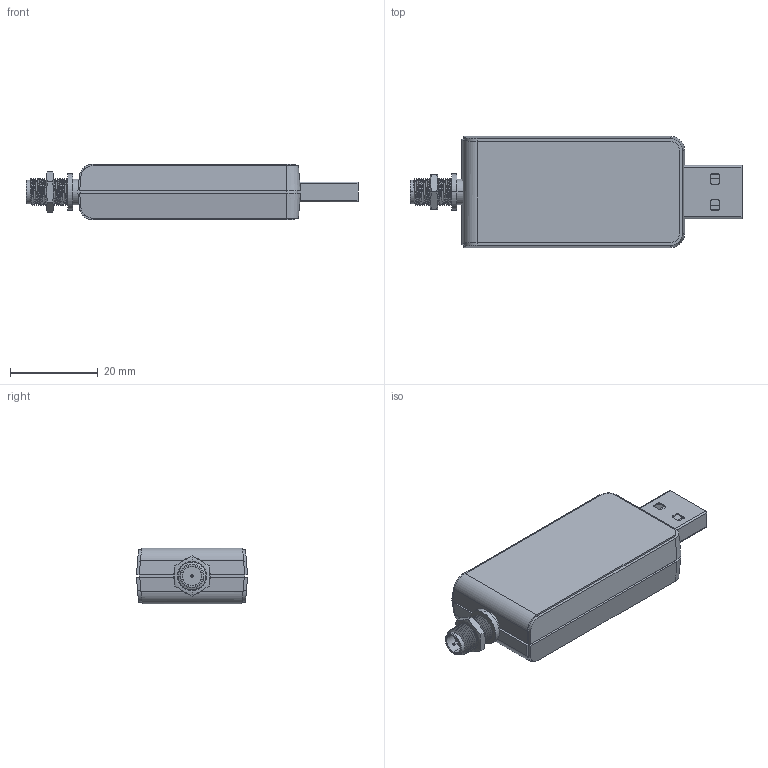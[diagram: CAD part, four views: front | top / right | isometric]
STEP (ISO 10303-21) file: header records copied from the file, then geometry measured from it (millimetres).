
FILE_DESCRIPTION((''),'2;1');
FILE_NAME('NAP201005__ASSEMBLY_ASM','2008-02-27T',('mboyer'),(''),'PRO/ENGINEER BY PARAMETRIC TECHNOLOGY CORPORATION, 2006460','PRO/ENGINEER BY PARAMETRIC TECHNOLOGY CORPORATION, 2006460','');
FILE_SCHEMA(('AUTOMOTIVE_DESIGN_CC2 { 1 2 10303 214 -1 1 5 2 }'));
Length unit declared in the file: inch
Products named in the file (5): NAP201005_BASE; NAP201005_COVER; NAP201005_PCB; NAP180804_PCB-COAX; NAP201005__ASSEMBLY_ASM
Assembly tree (4 placements, depth 2):
  NAP201005__ASSEMBLY_ASM
    NAP201005_BASE
    NAP201005_COVER
    NAP201005_PCB
    NAP180804_PCB-COAX
Bounding box: 75.72 x 25.36 x 12.7 mm (x, y, z)
Volume: 10054.8 mm3; surface area: 15931.8 mm2
Topology: 4 solids, 4 shells, 510 faces, 1439 edges, 942 vertices
Faces by surface type: plane 310, cylinder 136, cone 24, bspline 22, torus 14, revolution 4
Entity records: 42544 total; most frequent: CARTESIAN_POINT 23960, ORIENTED_EDGE 2870, DIRECTION 2576, PRESENTATION_STYLE_ASSIGNMENT 1526, STYLED_ITEM 1443, CURVE_STYLE 1439, EDGE_CURVE 1435, VECTOR 988
